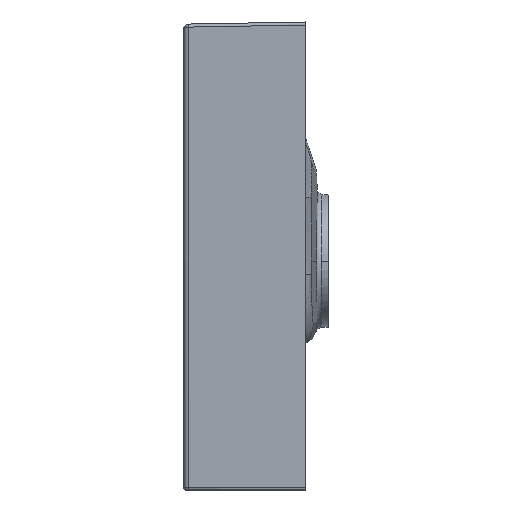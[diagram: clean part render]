
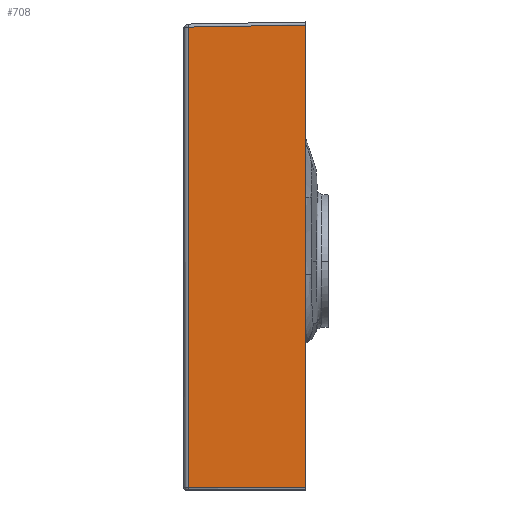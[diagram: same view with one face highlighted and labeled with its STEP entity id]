
A CAD part, left-side view. The second image highlights one B-rep face of the part: STEP entity #708.
In plain terms, the highlighted planar face has unit normal (-1, 0.018, 0).
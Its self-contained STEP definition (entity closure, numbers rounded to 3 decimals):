
#708 = ADVANCED_FACE ( 'NONE', ( #12407 ), #18011, .T. ) ;
#815 = LINE ( 'NONE', #7987, #13539 ) ;
#1032 = DIRECTION ( 'NONE',  ( -1., 0.017, 0. ) ) ;
#1173 = VERTEX_POINT ( 'NONE', #5726 ) ;
#1186 = VERTEX_POINT ( 'NONE', #15168 ) ;
#1897 = LINE ( 'NONE', #10512, #10687 ) ;
#2604 = LINE ( 'NONE', #12329, #4424 ) ;
#4424 = VECTOR ( 'NONE', #5474, 1000. ) ;
#5474 = DIRECTION ( 'NONE',  ( 0., 0., -1. ) ) ;
#5549 = DIRECTION ( 'NONE',  ( -0.017, -1., 0. ) ) ;
#5696 = LINE ( 'NONE', #15042, #14392 ) ;
#5726 = CARTESIAN_POINT ( 'NONE',  ( -605., -120., -223. ) ) ;
#6128 = DIRECTION ( 'NONE',  ( -0.017, -1., 0. ) ) ;
#7422 = CARTESIAN_POINT ( 'NONE',  ( -605., -120., 232. ) ) ;
#7987 = CARTESIAN_POINT ( 'NONE',  ( -605., -120., -225. ) ) ;
#8442 = DIRECTION ( 'NONE',  ( 0.017, 1., -0.017 ) ) ;
#8470 = CARTESIAN_POINT ( 'NONE',  ( -605., -120., -225. ) ) ;
#9847 = EDGE_LOOP ( 'NONE', ( #13766, #13361, #14102, #15010 ) ) ;
#9868 = VERTEX_POINT ( 'NONE', #17838 ) ;
#10192 = EDGE_CURVE ( 'NONE', #9868, #1173, #1897, .T. ) ;
#10460 = EDGE_CURVE ( 'NONE', #13682, #1186, #5696, .T. ) ;
#10512 = CARTESIAN_POINT ( 'NONE',  ( -605., -120., -223. ) ) ;
#10687 = VECTOR ( 'NONE', #6128, 1000. ) ;
#11572 = EDGE_CURVE ( 'NONE', #1186, #9868, #2604, .T. ) ;
#11829 = DIRECTION ( 'NONE',  ( 0., 0., 1. ) ) ;
#12329 = CARTESIAN_POINT ( 'NONE',  ( -602.991, -4.913, -225. ) ) ;
#12407 = FACE_OUTER_BOUND ( 'NONE', #9847, .T. ) ;
#13361 = ORIENTED_EDGE ( 'NONE', *, *, #10192, .T. ) ;
#13539 = VECTOR ( 'NONE', #11829, 1000. ) ;
#13682 = VERTEX_POINT ( 'NONE', #7422 ) ;
#13766 = ORIENTED_EDGE ( 'NONE', *, *, #11572, .T. ) ;
#14102 = ORIENTED_EDGE ( 'NONE', *, *, #16050, .T. ) ;
#14392 = VECTOR ( 'NONE', #8442, 1000. ) ;
#15010 = ORIENTED_EDGE ( 'NONE', *, *, #10460, .T. ) ;
#15042 = CARTESIAN_POINT ( 'NONE',  ( -604.861, -112.028, 231.861 ) ) ;
#15168 = CARTESIAN_POINT ( 'NONE',  ( -602.991, -4.913, 229.992 ) ) ;
#16050 = EDGE_CURVE ( 'NONE', #1173, #13682, #815, .T. ) ;
#17702 = AXIS2_PLACEMENT_3D ( 'NONE', #8470, #1032, #5549 ) ;
#17838 = CARTESIAN_POINT ( 'NONE',  ( -602.991, -4.913, -223. ) ) ;
#18011 = PLANE ( 'NONE',  #17702 ) ;
